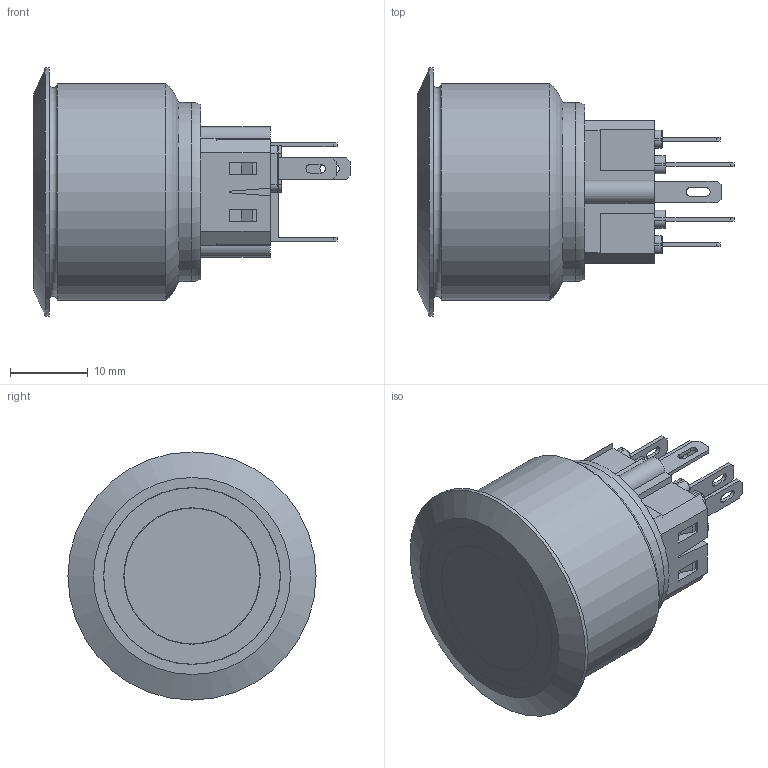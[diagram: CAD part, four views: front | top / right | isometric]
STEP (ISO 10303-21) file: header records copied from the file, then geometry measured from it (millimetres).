
FILE_DESCRIPTION((''),'2;1');
FILE_NAME('PV9F2Y0xx-3xx.stp','2018-03-20T13:48:32',('mwilliams'),(''),'Autodesk Inventor 2012','Autodesk Inventor 2012','');
FILE_SCHEMA(('AUTOMOTIVE_DESIGN { 1 0 10303 214 1 1 1 1 }'));
Length unit declared in the file: millimetre
Products named in the file (1): PV9F2Y0xx-3xx
Bounding box: 40.8 x 32 x 32 mm (x, y, z)
Volume: 14792.7 mm3; surface area: 7474.2 mm2
Topology: 1 solids, 3 shells, 280 faces, 750 edges, 486 vertices
Faces by surface type: plane 202, cylinder 58, torus 19, cone 1
Full cylindrical faces by diameter (mm): 1.75 x1, 17.5 x1, 17.6 x1, 22.75 x1, 22.8 x1, 23.1 x1, 27.9 x1, 32 x1
Entity records: 8898 total; most frequent: CARTESIAN_POINT 1498, ORIENTED_EDGE 1470, DIRECTION 1432, EDGE_CURVE 735, VECTOR 600, LINE 600, VERTEX_POINT 482, AXIS2_PLACEMENT_3D 416
